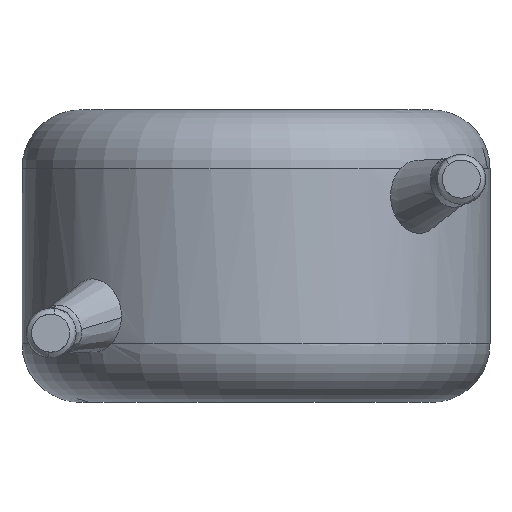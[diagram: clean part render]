
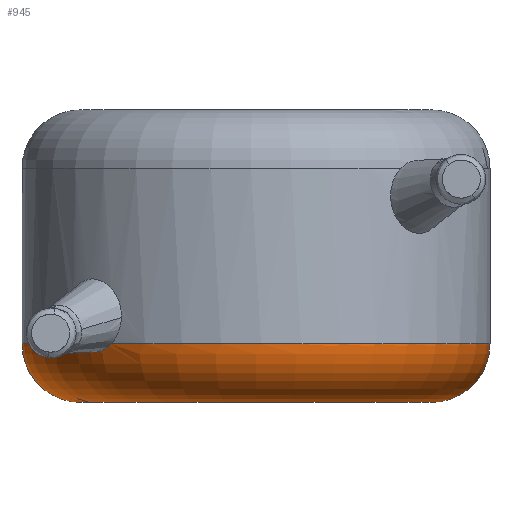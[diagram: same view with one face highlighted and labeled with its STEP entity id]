
A CAD part, front view. The second image highlights one B-rep face of the part: STEP entity #945.
In plain terms, the highlighted toroidal (fillet/blend) face has major radius 3 mm and minor radius 1 mm.
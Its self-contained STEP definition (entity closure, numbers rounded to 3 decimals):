
#8 = FACE_OUTER_BOUND ( 'NONE', #1114, .T. ) ;
#58 = CARTESIAN_POINT ( 'NONE',  ( 3., 0., 0. ) ) ;
#102 = DIRECTION ( 'NONE',  ( 1., 0., 0. ) ) ;
#200 = AXIS2_PLACEMENT_3D ( 'NONE', #1449, #1791, #541 ) ;
#206 = ORIENTED_EDGE ( 'NONE', *, *, #4179, .F. ) ;
#285 = CIRCLE ( 'NONE', #4037, 1. ) ;
#303 = ORIENTED_EDGE ( 'NONE', *, *, #2701, .F. ) ;
#395 = VERTEX_POINT ( 'NONE', #58 ) ;
#494 = CARTESIAN_POINT ( 'NONE',  ( -2.661, -2.977, 0.862 ) ) ;
#540 = EDGE_CURVE ( 'NONE', #2499, #1306, #285, .T. ) ;
#541 = DIRECTION ( 'NONE',  ( 1., 0., 0. ) ) ;
#603 = ORIENTED_EDGE ( 'NONE', *, *, #2358, .T. ) ;
#799 = CIRCLE ( 'NONE', #1722, 1. ) ;
#846 = CARTESIAN_POINT ( 'NONE',  ( -2.476, -3.142, 1. ) ) ;
#897 = AXIS2_PLACEMENT_3D ( 'NONE', #1429, #3764, #1734 ) ;
#945 = ADVANCED_FACE ( 'NONE', ( #8 ), #1773, .T. ) ;
#1092 = CARTESIAN_POINT ( 'NONE',  ( -2.476, -3.142, 1. ) ) ;
#1114 = EDGE_LOOP ( 'NONE', ( #3186, #2702, #603, #303, #206, #1509 ) ) ;
#1124 = CIRCLE ( 'NONE', #1433, 4. ) ;
#1130 = AXIS2_PLACEMENT_3D ( 'NONE', #1729, #2034, #1405 ) ;
#1150 = CARTESIAN_POINT ( 'NONE',  ( -3., 0., 1. ) ) ;
#1199 = EDGE_CURVE ( 'NONE', #1306, #2553, #3749, .T. ) ;
#1231 = DIRECTION ( 'NONE',  ( 0., 0., 1. ) ) ;
#1306 = VERTEX_POINT ( 'NONE', #2885 ) ;
#1362 = CARTESIAN_POINT ( 'NONE',  ( 3., 0., 1. ) ) ;
#1405 = DIRECTION ( 'NONE',  ( 1., 0., 0. ) ) ;
#1429 = CARTESIAN_POINT ( 'NONE',  ( 0., 0., 1. ) ) ;
#1433 = AXIS2_PLACEMENT_3D ( 'NONE', #1500, #1231, #102 ) ;
#1449 = CARTESIAN_POINT ( 'NONE',  ( 0., 0., 0. ) ) ;
#1500 = CARTESIAN_POINT ( 'NONE',  ( 0., 0., 1. ) ) ;
#1509 = ORIENTED_EDGE ( 'NONE', *, *, #1199, .F. ) ;
#1722 = AXIS2_PLACEMENT_3D ( 'NONE', #1362, #3784, #3773 ) ;
#1729 = CARTESIAN_POINT ( 'NONE',  ( 0., 0., 1. ) ) ;
#1734 = DIRECTION ( 'NONE',  ( 1., 0., 0. ) ) ;
#1773 = TOROIDAL_SURFACE ( 'NONE', #1130, 3., 1. ) ;
#1787 = DIRECTION ( 'NONE',  ( -1., 0., 0. ) ) ;
#1791 = DIRECTION ( 'NONE',  ( 0., 0., -1. ) ) ;
#1980 = CARTESIAN_POINT ( 'NONE',  ( -3., 0., 0. ) ) ;
#2034 = DIRECTION ( 'NONE',  ( 0., 0., 1. ) ) ;
#2358 = EDGE_CURVE ( 'NONE', #395, #3298, #799, .T. ) ;
#2368 = EDGE_CURVE ( 'NONE', #395, #2499, #2907, .T. ) ;
#2463 = CARTESIAN_POINT ( 'NONE',  ( -3.035, -2.605, 1. ) ) ;
#2499 = VERTEX_POINT ( 'NONE', #1980 ) ;
#2553 = VERTEX_POINT ( 'NONE', #2989 ) ;
#2701 = EDGE_CURVE ( 'NONE', #3284, #3298, #1124, .T. ) ;
#2702 = ORIENTED_EDGE ( 'NONE', *, *, #2368, .F. ) ;
#2838 = CARTESIAN_POINT ( 'NONE',  ( -2.962, -2.69, 0.915 ) ) ;
#2885 = CARTESIAN_POINT ( 'NONE',  ( -4., 0., 1. ) ) ;
#2907 = CIRCLE ( 'NONE', #200, 3. ) ;
#2989 = CARTESIAN_POINT ( 'NONE',  ( -3.035, -2.605, 1. ) ) ;
#3112 = CARTESIAN_POINT ( 'NONE',  ( -2.561, -3.075, 0.91 ) ) ;
#3174 = CARTESIAN_POINT ( 'NONE',  ( 4., 0., 1. ) ) ;
#3186 = ORIENTED_EDGE ( 'NONE', *, *, #540, .F. ) ;
#3284 = VERTEX_POINT ( 'NONE', #1092 ) ;
#3298 = VERTEX_POINT ( 'NONE', #3174 ) ;
#3448 = CARTESIAN_POINT ( 'NONE',  ( -2.863, -2.783, 0.865 ) ) ;
#3459 = DIRECTION ( 'NONE',  ( 0., 1., 0. ) ) ;
#3626 = B_SPLINE_CURVE_WITH_KNOTS ( 'NONE', 3,
 ( #2463, #2838, #3448, #494, #3112, #846 ),
 .UNSPECIFIED., .F., .F.,
 ( 4, 2, 4 ),
 ( 0., 0., 0.001 ),
 .UNSPECIFIED. ) ;
#3749 = CIRCLE ( 'NONE', #897, 4. ) ;
#3764 = DIRECTION ( 'NONE',  ( 0., 0., 1. ) ) ;
#3773 = DIRECTION ( 'NONE',  ( 0., 0., -1. ) ) ;
#3784 = DIRECTION ( 'NONE',  ( 0., -1., 0. ) ) ;
#4037 = AXIS2_PLACEMENT_3D ( 'NONE', #1150, #3459, #1787 ) ;
#4179 = EDGE_CURVE ( 'NONE', #2553, #3284, #3626, .T. ) ;
